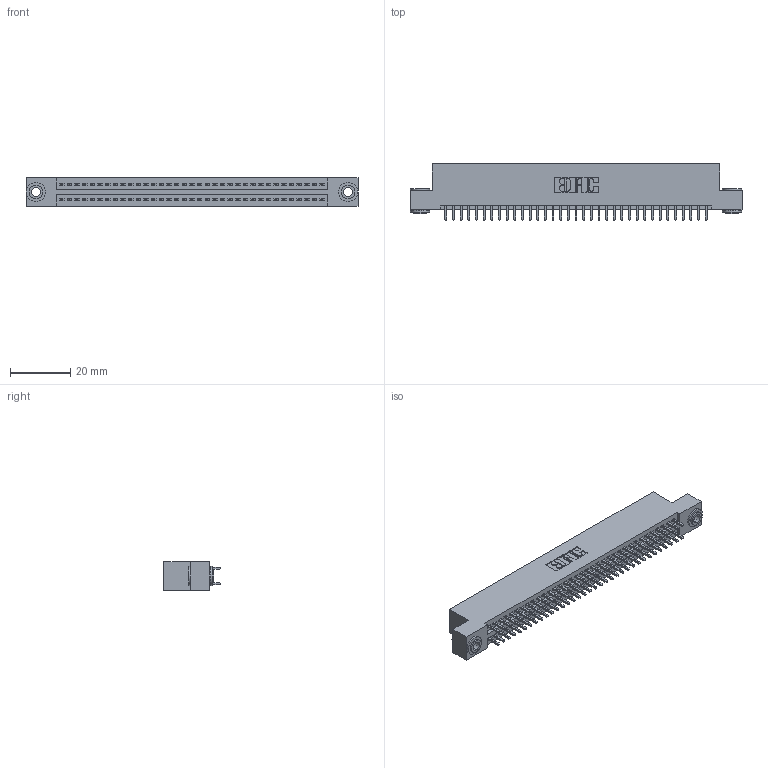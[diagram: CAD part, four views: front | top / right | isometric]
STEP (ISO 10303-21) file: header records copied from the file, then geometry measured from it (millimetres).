
FILE_DESCRIPTION (( 'STEP AP203' ), '1' );
FILE_NAME ('345-070-521-203.STEP', '2018-10-01T04:52:52', ( '' ), ( '' ), 'SwSTEP 2.0', 'SolidWorks 2016', '' );
FILE_SCHEMA (( 'CONFIG_CONTROL_DESIGN' ));
Length unit declared in the file: inch
Products named in the file (4): 345-250-002_345-250-002-102; 345-292-001_345-293-121; 345-070-521-203; 345 Part_Flush Mounting Lugs - 0.156 Dia-TH
Assembly tree (73 placements, depth 2):
  345-070-521-203
    345 Part_Flush Mounting Lugs - 0.156 Dia-TH
    345-292-001_345-293-121  x70
    345-250-002_345-250-002-102  x2
Bounding box: 110.11 x 18.72 x 9.4 mm (x, y, z)
Volume: 10622 mm3; surface area: 15584.4 mm2
Topology: 73 solids, 73 shells, 3664 faces, 10847 edges, 7134 vertices
Faces by surface type: plane 2400, cylinder 1256, cone 8
Entity records: 29072 total; most frequent: CARTESIAN_POINT 4855, ORIENTED_EDGE 4782, DIRECTION 4321, EDGE_CURVE 2391, LINE 2095, VECTOR 2095, VERTEX_POINT 1590, AXIS2_PLACEMENT_3D 1113
